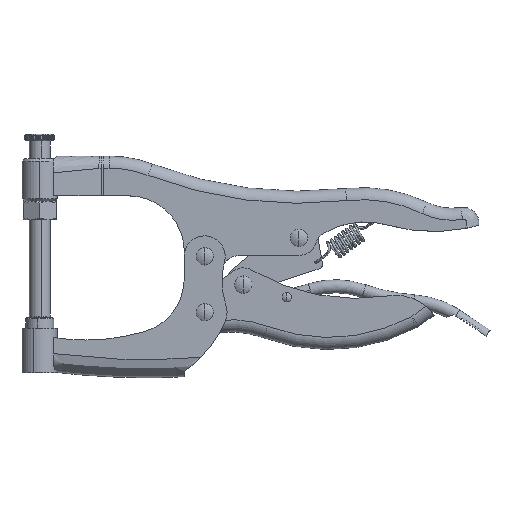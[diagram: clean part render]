
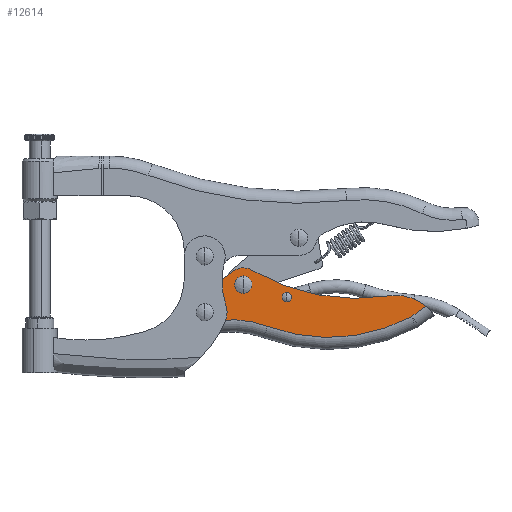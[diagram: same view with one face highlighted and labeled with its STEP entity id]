
A CAD part, top view. The second image highlights one B-rep face of the part: STEP entity #12614.
In plain terms, the highlighted planar face has unit normal (0, 0, 1).
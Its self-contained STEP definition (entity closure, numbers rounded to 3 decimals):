
#36 = CARTESIAN_POINT ( 'NONE',  ( -5.247, -22.688, 6.5 ) ) ;
#107 = ORIENTED_EDGE ( 'NONE', *, *, #1377, .T. ) ;
#356 = VERTEX_POINT ( 'NONE', #18898 ) ;
#357 = FACE_OUTER_BOUND ( 'NONE', #4733, .T. ) ;
#685 = DIRECTION ( 'NONE',  ( 0., 0., 1. ) ) ;
#705 = ORIENTED_EDGE ( 'NONE', *, *, #27223, .T. ) ;
#834 = ORIENTED_EDGE ( 'NONE', *, *, #25874, .T. ) ;
#839 = DIRECTION ( 'NONE',  ( -0.812, -0.583, 0. ) ) ;
#1377 = EDGE_CURVE ( 'NONE', #26393, #22310, #23756, .T. ) ;
#1498 = AXIS2_PLACEMENT_3D ( 'NONE', #13179, #685, #15333 ) ;
#1682 = DIRECTION ( 'NONE',  ( 0., 0., 1. ) ) ;
#2208 = CARTESIAN_POINT ( 'NONE',  ( 109.039, -29.301, 6.5 ) ) ;
#2541 = ORIENTED_EDGE ( 'NONE', *, *, #9848, .T. ) ;
#2915 = AXIS2_PLACEMENT_3D ( 'NONE', #16766, #4235, #18890 ) ;
#3127 = VECTOR ( 'NONE', #11013, 1000. ) ;
#3317 = VECTOR ( 'NONE', #4241, 1000. ) ;
#3540 = CARTESIAN_POINT ( 'NONE',  ( 15.471, -7.822, 6.5 ) ) ;
#3763 = DIRECTION ( 'NONE',  ( 0., 0., 1. ) ) ;
#4090 = VERTEX_POINT ( 'NONE', #12262 ) ;
#4225 = CIRCLE ( 'NONE', #6425, 56.5 ) ;
#4235 = DIRECTION ( 'NONE',  ( 0., 0., 1. ) ) ;
#4241 = DIRECTION ( 'NONE',  ( -0.812, -0.583, 0. ) ) ;
#4413 = DIRECTION ( 'NONE',  ( 0.996, 0.089, 0. ) ) ;
#4540 = CIRCLE ( 'NONE', #1498, 4.631 ) ;
#4621 = LINE ( 'NONE', #36, #3317 ) ;
#4635 = VERTEX_POINT ( 'NONE', #25814 ) ;
#4724 = CIRCLE ( 'NONE', #2915, 25. ) ;
#4733 = EDGE_LOOP ( 'NONE', ( #13927, #834, #705, #107, #18532, #2541, #19334, #10916, #18489, #5948, #12318 ) ) ;
#5077 = CARTESIAN_POINT ( 'NONE',  ( 25.26, -7.364, 6.5 ) ) ;
#5452 = CARTESIAN_POINT ( 'NONE',  ( 13.955, -90.475, 6.5 ) ) ;
#5472 = CARTESIAN_POINT ( 'NONE',  ( 20.718, -19.765, 6.5 ) ) ;
#5906 = CIRCLE ( 'NONE', #10990, 3.5 ) ;
#5948 = ORIENTED_EDGE ( 'NONE', *, *, #18442, .T. ) ;
#6118 = EDGE_CURVE ( 'NONE', #26493, #20012, #25656, .T. ) ;
#6252 = CARTESIAN_POINT ( 'NONE',  ( 0., -30., 6.5 ) ) ;
#6293 = VECTOR ( 'NONE', #4413, 1000. ) ;
#6425 = AXIS2_PLACEMENT_3D ( 'NONE', #5452, #20130, #7560 ) ;
#6560 = AXIS2_PLACEMENT_3D ( 'NONE', #6252, #20949, #8370 ) ;
#6574 = CARTESIAN_POINT ( 'NONE',  ( 43.982, -19.298, 6.5 ) ) ;
#7171 = VERTEX_POINT ( 'NONE', #3540 ) ;
#7430 = PLANE ( 'NONE',  #15482 ) ;
#7560 = DIRECTION ( 'NONE',  ( -0.812, -0.583, 0. ) ) ;
#7645 = CARTESIAN_POINT ( 'NONE',  ( 20.718, -10.502, 6.5 ) ) ;
#7963 = AXIS2_PLACEMENT_3D ( 'NONE', #23613, #24036, #19662 ) ;
#8128 = VERTEX_POINT ( 'NONE', #5472 ) ;
#8370 = DIRECTION ( 'NONE',  ( -0.812, -0.583, 0. ) ) ;
#8677 = LINE ( 'NONE', #8894, #3127 ) ;
#8894 = CARTESIAN_POINT ( 'NONE',  ( -7.877, -43.037, 6.5 ) ) ;
#9054 = CIRCLE ( 'NONE', #9867, 9. ) ;
#9390 = DIRECTION ( 'NONE',  ( 0., 0., 1. ) ) ;
#9663 = CARTESIAN_POINT ( 'NONE',  ( 110.693, -32.385, 6.5 ) ) ;
#9848 = EDGE_CURVE ( 'NONE', #4090, #4635, #20186, .T. ) ;
#9867 = AXIS2_PLACEMENT_3D ( 'NONE', #22019, #9390, #24146 ) ;
#10152 = EDGE_CURVE ( 'NONE', #22310, #4090, #5906, .T. ) ;
#10389 = AXIS2_PLACEMENT_3D ( 'NONE', #11196, #13651, #15947 ) ;
#10488 = CARTESIAN_POINT ( 'NONE',  ( 20.718, -15.134, 6.5 ) ) ;
#10916 = ORIENTED_EDGE ( 'NONE', *, *, #6118, .T. ) ;
#10932 = AXIS2_PLACEMENT_3D ( 'NONE', #16307, #3763, #18407 ) ;
#10990 = AXIS2_PLACEMENT_3D ( 'NONE', #2208, #1682, #839 ) ;
#11013 = DIRECTION ( 'NONE',  ( 0.089, -0.996, 0. ) ) ;
#11160 = VERTEX_POINT ( 'NONE', #6574 ) ;
#11196 = CARTESIAN_POINT ( 'NONE',  ( 81.269, 88.469, 6.5 ) ) ;
#11371 = CARTESIAN_POINT ( 'NONE',  ( 43.982, -21.826, 6.5 ) ) ;
#11609 = DIRECTION ( 'NONE',  ( 0., 0., 1. ) ) ;
#11867 = CARTESIAN_POINT ( 'NONE',  ( 43.982, -24.354, 6.5 ) ) ;
#12017 = CIRCLE ( 'NONE', #6560, 9. ) ;
#12262 = CARTESIAN_POINT ( 'NONE',  ( 111.079, -32.144, 6.5 ) ) ;
#12318 = ORIENTED_EDGE ( 'NONE', *, *, #20287, .T. ) ;
#12554 = DIRECTION ( 'NONE',  ( 1., 0., 0. ) ) ;
#12614 = ADVANCED_FACE ( 'NONE', ( #18393, #17893, #357 ), #7430, .T. ) ;
#12928 = CIRCLE ( 'NONE', #10932, 2.528 ) ;
#13179 = CARTESIAN_POINT ( 'NONE',  ( 20.718, -15.134, 6.5 ) ) ;
#13376 = EDGE_LOOP ( 'NONE', ( #19215, #20212 ) ) ;
#13447 = DIRECTION ( 'NONE',  ( 1., 0., 0. ) ) ;
#13651 = DIRECTION ( 'NONE',  ( 0., 0., -1. ) ) ;
#13824 = DIRECTION ( 'NONE',  ( 0.812, 0.583, 0. ) ) ;
#13927 = ORIENTED_EDGE ( 'NONE', *, *, #24591, .T. ) ;
#14256 = AXIS2_PLACEMENT_3D ( 'NONE', #10488, #25265, #12554 ) ;
#14386 = ORIENTED_EDGE ( 'NONE', *, *, #24779, .F. ) ;
#15305 = VERTEX_POINT ( 'NONE', #7645 ) ;
#15333 = DIRECTION ( 'NONE',  ( 1., 0., 0. ) ) ;
#15482 = AXIS2_PLACEMENT_3D ( 'NONE', #24291, #11609, #26379 ) ;
#15580 = CARTESIAN_POINT ( 'NONE',  ( -8.452, -36.562, 6.5 ) ) ;
#15947 = DIRECTION ( 'NONE',  ( -0.812, -0.583, 0. ) ) ;
#16024 = CARTESIAN_POINT ( 'NONE',  ( 33.751, -37.556, 6.5 ) ) ;
#16307 = CARTESIAN_POINT ( 'NONE',  ( 43.982, -21.826, 6.5 ) ) ;
#16605 = CARTESIAN_POINT ( 'NONE',  ( -8.965, -30.797, 6.5 ) ) ;
#16763 = EDGE_CURVE ( 'NONE', #20012, #7171, #9054, .T. ) ;
#16766 = CARTESIAN_POINT ( 'NONE',  ( 102.465, -45.869, 6.5 ) ) ;
#17893 = FACE_BOUND ( 'NONE', #13376, .T. ) ;
#18322 = CARTESIAN_POINT ( 'NONE',  ( 98.569, -21.174, 6.5 ) ) ;
#18393 = FACE_BOUND ( 'NONE', #22797, .T. ) ;
#18407 = DIRECTION ( 'NONE',  ( 1., 0., 0. ) ) ;
#18442 = EDGE_CURVE ( 'NONE', #7171, #24441, #4621, .T. ) ;
#18489 = ORIENTED_EDGE ( 'NONE', *, *, #16763, .T. ) ;
#18532 = ORIENTED_EDGE ( 'NONE', *, *, #10152, .T. ) ;
#18890 = DIRECTION ( 'NONE',  ( -0.812, -0.583, 0. ) ) ;
#18898 = CARTESIAN_POINT ( 'NONE',  ( -0.501, -35.856, 6.5 ) ) ;
#19215 = ORIENTED_EDGE ( 'NONE', *, *, #19830, .F. ) ;
#19226 = EDGE_CURVE ( 'NONE', #11160, #26471, #12928, .T. ) ;
#19334 = ORIENTED_EDGE ( 'NONE', *, *, #25684, .T. ) ;
#19662 = DIRECTION ( 'NONE',  ( -0.812, -0.583, 0. ) ) ;
#19830 = EDGE_CURVE ( 'NONE', #15305, #8128, #4540, .T. ) ;
#20012 = VERTEX_POINT ( 'NONE', #5077 ) ;
#20044 = CARTESIAN_POINT ( 'NONE',  ( -5.247, -22.688, 6.5 ) ) ;
#20130 = DIRECTION ( 'NONE',  ( 0., 0., -1. ) ) ;
#20186 = LINE ( 'NONE', #26668, #24346 ) ;
#20212 = ORIENTED_EDGE ( 'NONE', *, *, #22482, .F. ) ;
#20287 = EDGE_CURVE ( 'NONE', #24441, #25655, #12017, .T. ) ;
#20517 = VERTEX_POINT ( 'NONE', #15580 ) ;
#20949 = DIRECTION ( 'NONE',  ( 0., 0., 1. ) ) ;
#22019 = CARTESIAN_POINT ( 'NONE',  ( 20.718, -15.134, 6.5 ) ) ;
#22191 = CIRCLE ( 'NONE', #24748, 2.528 ) ;
#22310 = VERTEX_POINT ( 'NONE', #9663 ) ;
#22482 = EDGE_CURVE ( 'NONE', #8128, #15305, #26806, .T. ) ;
#22797 = EDGE_LOOP ( 'NONE', ( #24366, #14386 ) ) ;
#23613 = CARTESIAN_POINT ( 'NONE',  ( 66.511, 50.017, 6.5 ) ) ;
#23756 = CIRCLE ( 'NONE', #7963, 93.5 ) ;
#24036 = DIRECTION ( 'NONE',  ( 0., 0., 1. ) ) ;
#24146 = DIRECTION ( 'NONE',  ( -0.812, -0.583, 0. ) ) ;
#24291 = CARTESIAN_POINT ( 'NONE',  ( 13.955, -90.475, 6.5 ) ) ;
#24346 = VECTOR ( 'NONE', #13824, 1000. ) ;
#24366 = ORIENTED_EDGE ( 'NONE', *, *, #19226, .F. ) ;
#24441 = VERTEX_POINT ( 'NONE', #20044 ) ;
#24591 = EDGE_CURVE ( 'NONE', #25655, #20517, #8677, .T. ) ;
#24748 = AXIS2_PLACEMENT_3D ( 'NONE', #11371, #26145, #13447 ) ;
#24779 = EDGE_CURVE ( 'NONE', #26471, #11160, #22191, .T. ) ;
#25265 = DIRECTION ( 'NONE',  ( 0., 0., 1. ) ) ;
#25649 = CARTESIAN_POINT ( 'NONE',  ( -0.299, -35.838, 6.5 ) ) ;
#25655 = VERTEX_POINT ( 'NONE', #16605 ) ;
#25656 = CIRCLE ( 'NONE', #10389, 111. ) ;
#25684 = EDGE_CURVE ( 'NONE', #4635, #26493, #4724, .T. ) ;
#25814 = CARTESIAN_POINT ( 'NONE',  ( 118.585, -26.759, 6.5 ) ) ;
#25874 = EDGE_CURVE ( 'NONE', #20517, #356, #27130, .T. ) ;
#26145 = DIRECTION ( 'NONE',  ( 0., 0., 1. ) ) ;
#26379 = DIRECTION ( 'NONE',  ( -0.812, -0.583, 0. ) ) ;
#26393 = VERTEX_POINT ( 'NONE', #16024 ) ;
#26471 = VERTEX_POINT ( 'NONE', #11867 ) ;
#26493 = VERTEX_POINT ( 'NONE', #18322 ) ;
#26668 = CARTESIAN_POINT ( 'NONE',  ( 119.204, -26.315, 6.5 ) ) ;
#26806 = CIRCLE ( 'NONE', #14256, 4.631 ) ;
#27130 = LINE ( 'NONE', #25649, #6293 ) ;
#27223 = EDGE_CURVE ( 'NONE', #356, #26393, #4225, .T. ) ;
